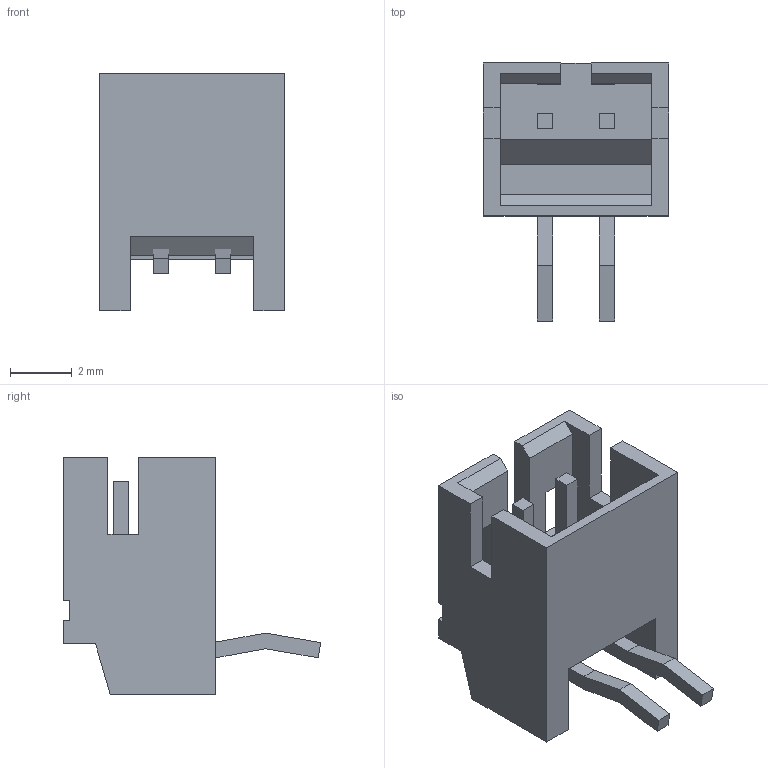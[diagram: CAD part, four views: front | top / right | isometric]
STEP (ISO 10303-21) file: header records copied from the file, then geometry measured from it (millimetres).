
FILE_DESCRIPTION((''),'2;1');
FILE_NAME('C-440055-2','2019-03-28T02:29:29',('workeradm'),('TE Connectivity Ltd.'),'CREO PARAMETRIC BY PTC INC, 2018190','CREO PARAMETRIC BY PTC INC, 2018190','');
FILE_SCHEMA(('AUTOMOTIVE_DESIGN { 1 0 10303 214 1 1 1 1 }'));
Length unit declared in the file: millimetre
Products named in the file (1): C-440055-2
Bounding box: 6 x 8.35 x 7.7 mm (x, y, z)
Volume: 98.7 mm3; surface area: 336.4 mm2
Topology: 1 solids, 1 shells, 81 faces, 231 edges, 154 vertices
Faces by surface type: plane 77, cylinder 4
Entity records: 2645 total; most frequent: CARTESIAN_POINT 468, ORIENTED_EDGE 462, DIRECTION 401, EDGE_CURVE 231, VECTOR 223, LINE 223, VERTEX_POINT 154, AXIS2_PLACEMENT_3D 89
